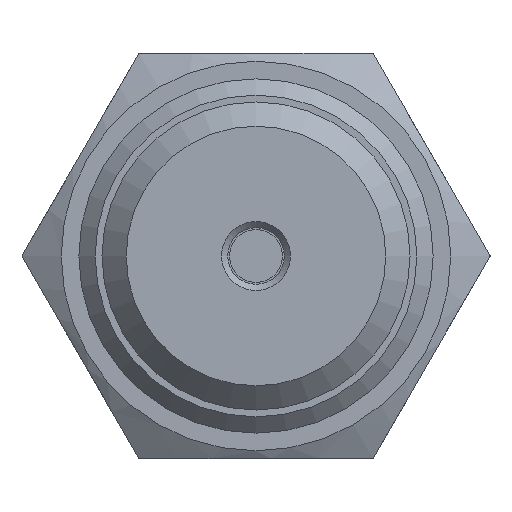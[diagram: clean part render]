
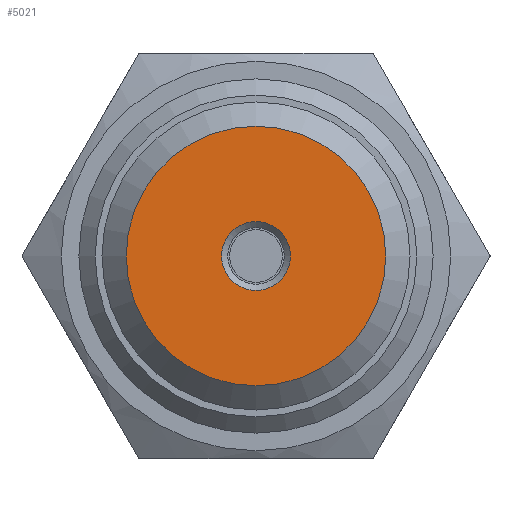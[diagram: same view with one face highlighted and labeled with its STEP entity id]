
A CAD part, left-side view. The second image highlights one B-rep face of the part: STEP entity #5021.
In plain terms, the highlighted planar face has unit normal (-1, 0, 0).
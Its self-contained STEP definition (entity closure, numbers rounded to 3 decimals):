
#4978=CARTESIAN_POINT('',(-18.715,1.079,0.));
#4979=VERTEX_POINT('',#4978);
#4980=CARTESIAN_POINT('',(-18.715,0.,0.));
#4981=DIRECTION('',(1.0,0.0,0.0));
#4982=DIRECTION('',(0.0,1.0,0.0));
#4983=AXIS2_PLACEMENT_3D('',#4980,#4981,#4982);
#4984=CIRCLE('',#4983,1.08);
#4985=EDGE_CURVE('',#4979,#4979,#4984,.T.);
#4995=CARTESIAN_POINT('',(-18.715,4.066,0.));
#4996=VERTEX_POINT('',#4995);
#4997=CARTESIAN_POINT('',(-18.715,0.,0.));
#4998=DIRECTION('',(1.0,0.0,0.0));
#4999=DIRECTION('',(0.0,-1.0,0.0));
#5000=AXIS2_PLACEMENT_3D('',#4997,#4998,#4999);
#5001=CIRCLE('',#5000,4.066);
#5002=EDGE_CURVE('',#4996,#4996,#5001,.T.);
#5010=CARTESIAN_POINT('',(-18.715,2.413,0.));
#5011=DIRECTION('',(-1.0,0.0,0.0));
#5012=DIRECTION('',(0.0,0.0,1.0));
#5013=AXIS2_PLACEMENT_3D('',#5010,#5011,#5012);
#5014=PLANE('',#5013);
#5015=ORIENTED_EDGE('',*,*,#5002,.F.);
#5016=EDGE_LOOP('',(#5015));
#5017=FACE_OUTER_BOUND('',#5016,.T.);
#5018=ORIENTED_EDGE('',*,*,#4985,.T.);
#5019=EDGE_LOOP('',(#5018));
#5020=FACE_BOUND('',#5019,.T.);
#5021=ADVANCED_FACE('',(#5017,#5020),#5014,.T.);
